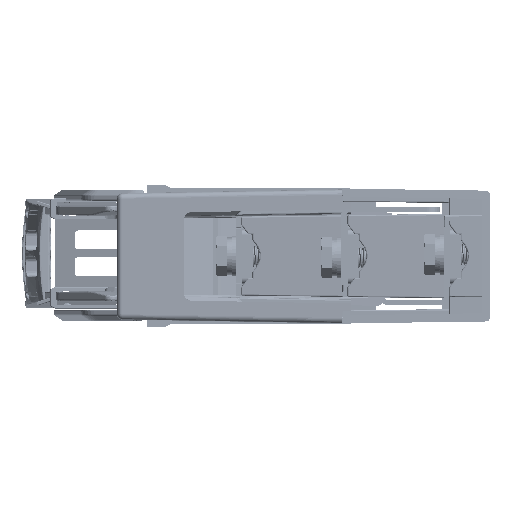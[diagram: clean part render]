
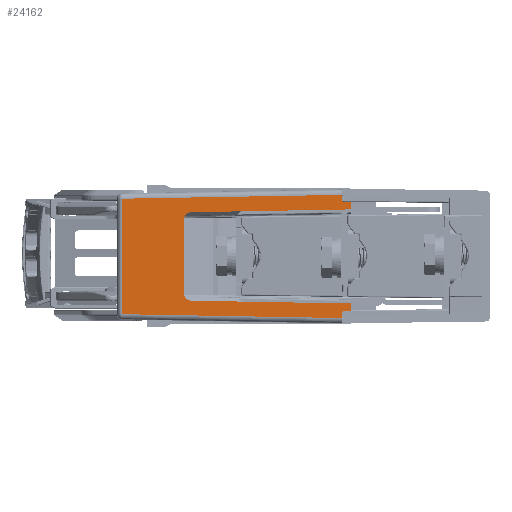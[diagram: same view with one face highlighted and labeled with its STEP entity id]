
A CAD part, left-side view. The second image highlights one B-rep face of the part: STEP entity #24162.
In plain terms, the highlighted planar face has unit normal (-1, 0.018, 0).
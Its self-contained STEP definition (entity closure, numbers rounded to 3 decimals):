
#2890=ELLIPSE('',#222485,3.,3.);
#2893=ELLIPSE('',#222492,0.3,0.3);
#2904=ELLIPSE('',#222526,0.3,0.3);
#2905=ELLIPSE('',#222527,3.,3.);
#9986=FACE_OUTER_BOUND('',#50848,.T.);
#24162=ADVANCED_FACE('',(#9986),#36175,.T.);
#36175=PLANE('',#222528);
#50848=EDGE_LOOP('',(#65823,#65824,#65825,#65826,#65827,#65828,#65829,#65830,
#65831,#65832,#65833,#65834,#65835,#65836,#65837,#65838));
#65823=ORIENTED_EDGE('',*,*,#149949,.T.);
#65824=ORIENTED_EDGE('',*,*,#149950,.T.);
#65825=ORIENTED_EDGE('',*,*,#149951,.F.);
#65826=ORIENTED_EDGE('',*,*,#149952,.T.);
#65827=ORIENTED_EDGE('',*,*,#149953,.F.);
#65828=ORIENTED_EDGE('',*,*,#149954,.F.);
#65829=ORIENTED_EDGE('',*,*,#149955,.T.);
#65830=ORIENTED_EDGE('',*,*,#149956,.T.);
#65831=ORIENTED_EDGE('',*,*,#149957,.F.);
#65832=ORIENTED_EDGE('',*,*,#149861,.T.);
#65833=ORIENTED_EDGE('',*,*,#149864,.T.);
#65834=ORIENTED_EDGE('',*,*,#149868,.F.);
#65835=ORIENTED_EDGE('',*,*,#149869,.F.);
#65836=ORIENTED_EDGE('',*,*,#149874,.T.);
#65837=ORIENTED_EDGE('',*,*,#149875,.F.);
#65838=ORIENTED_EDGE('',*,*,#149857,.T.);
#128977=VERTEX_POINT('',#307921);
#128978=VERTEX_POINT('',#307923);
#128979=VERTEX_POINT('',#307927);
#128982=VERTEX_POINT('',#307937);
#128984=VERTEX_POINT('',#307943);
#128987=VERTEX_POINT('',#307951);
#128988=VERTEX_POINT('',#307955);
#128991=VERTEX_POINT('',#307963);
#129047=VERTEX_POINT('',#308158);
#129048=VERTEX_POINT('',#308162);
#129049=VERTEX_POINT('',#308164);
#129050=VERTEX_POINT('',#308166);
#129051=VERTEX_POINT('',#308168);
#129052=VERTEX_POINT('',#308170);
#129053=VERTEX_POINT('',#308172);
#129054=VERTEX_POINT('',#308174);
#149857=EDGE_CURVE('',#128977,#128978,#181737,.T.);
#149861=EDGE_CURVE('',#128979,#128982,#2890,.T.);
#149864=EDGE_CURVE('',#128982,#128984,#181742,.T.);
#149868=EDGE_CURVE('',#128987,#128984,#181745,.T.);
#149869=EDGE_CURVE('',#128988,#128987,#181746,.T.);
#149874=EDGE_CURVE('',#128988,#128991,#2893,.T.);
#149875=EDGE_CURVE('',#128977,#128991,#181750,.T.);
#149949=EDGE_CURVE('',#128978,#129047,#181808,.T.);
#149950=EDGE_CURVE('',#129047,#129048,#181809,.T.);
#149951=EDGE_CURVE('',#129049,#129048,#181810,.T.);
#149952=EDGE_CURVE('',#129049,#129050,#2904,.T.);
#149953=EDGE_CURVE('',#129051,#129050,#181811,.T.);
#149954=EDGE_CURVE('',#129052,#129051,#181812,.T.);
#149955=EDGE_CURVE('',#129052,#129053,#181813,.T.);
#149956=EDGE_CURVE('',#129053,#129054,#2905,.T.);
#149957=EDGE_CURVE('',#128979,#129054,#181814,.T.);
#181737=LINE('',#307924,#201984);
#181742=LINE('',#307944,#201989);
#181745=LINE('',#307952,#201992);
#181746=LINE('',#307954,#201993);
#181750=LINE('',#307966,#201997);
#181808=LINE('',#308159,#202055);
#181809=LINE('',#308161,#202056);
#181810=LINE('',#308163,#202057);
#181811=LINE('',#308167,#202058);
#181812=LINE('',#308169,#202059);
#181813=LINE('',#308171,#202060);
#181814=LINE('',#308175,#202061);
#201984=VECTOR('',#244901,1.);
#201989=VECTOR('',#244912,1.);
#201992=VECTOR('',#244919,1.);
#201993=VECTOR('',#244922,1.);
#201997=VECTOR('',#244934,1.);
#202055=VECTOR('',#245054,1.);
#202056=VECTOR('',#245057,1.);
#202057=VECTOR('',#245058,1.);
#202058=VECTOR('',#245061,1.);
#202059=VECTOR('',#245062,1.);
#202060=VECTOR('',#245063,1.);
#202061=VECTOR('',#245066,1.);
#222485=AXIS2_PLACEMENT_3D('',#307938,#244906,#244907);
#222492=AXIS2_PLACEMENT_3D('',#307964,#244930,#244931);
#222526=AXIS2_PLACEMENT_3D('',#308165,#245059,#245060);
#222527=AXIS2_PLACEMENT_3D('',#308173,#245064,#245065);
#222528=AXIS2_PLACEMENT_3D('',#308176,#245067,#245068);
#244901=DIRECTION('',(0.017,1.,-0.017));
#244906=DIRECTION('',(1.,-0.017,0.));
#244907=DIRECTION('',(-0.017,-1.,0.));
#244912=DIRECTION('',(-0.017,-1.,0.017));
#244919=DIRECTION('',(0.,0.,-1.));
#244922=DIRECTION('',(-0.017,-1.,0.));
#244930=DIRECTION('',(1.,-0.017,0.));
#244931=DIRECTION('',(-0.017,-1.,0.));
#244934=DIRECTION('',(0.,0.,-1.));
#245054=DIRECTION('',(0.,0.,-1.));
#245057=DIRECTION('',(-0.017,-1.,-0.017));
#245058=DIRECTION('',(0.,0.,-1.));
#245059=DIRECTION('',(1.,-0.017,0.));
#245060=DIRECTION('',(-0.017,-1.,0.));
#245061=DIRECTION('',(0.017,1.,0.));
#245062=DIRECTION('',(0.,0.,-1.));
#245063=DIRECTION('',(0.017,1.,0.017));
#245064=DIRECTION('',(1.,-0.017,0.));
#245065=DIRECTION('',(-0.017,-1.,0.));
#245066=DIRECTION('',(0.,0.,-1.));
#245067=DIRECTION('',(-1.,0.017,0.));
#245068=DIRECTION('',(0.,0.,1.));
#307921=CARTESIAN_POINT('',(-276.147,-31.193,44.838));
#307923=CARTESIAN_POINT('',(-274.734,49.742,43.425));
#307924=CARTESIAN_POINT('',(-276.194,-33.902,44.885));
#307927=CARTESIAN_POINT('',(-275.128,27.207,35.47));
#307937=CARTESIAN_POINT('',(-275.179,24.26,38.47));
#307938=CARTESIAN_POINT('',(-275.18,24.207,35.47));
#307943=CARTESIAN_POINT('',(-276.201,-34.293,39.492));
#307944=CARTESIAN_POINT('',(-276.196,-33.996,39.487));
#307951=CARTESIAN_POINT('',(-276.201,-34.293,42.292));
#307952=CARTESIAN_POINT('',(-276.201,-34.293,22.192));
#307954=CARTESIAN_POINT('',(-276.147,-31.199,42.292));
#307955=CARTESIAN_POINT('',(-276.152,-31.493,42.292));
#307963=CARTESIAN_POINT('',(-276.147,-31.193,42.592));
#307964=CARTESIAN_POINT('',(-276.152,-31.493,42.592));
#307966=CARTESIAN_POINT('',(-276.147,-31.193,22.192));
#308158=CARTESIAN_POINT('',(-274.734,49.742,0.958));
#308159=CARTESIAN_POINT('',(-274.734,49.742,-1.007));
#308161=CARTESIAN_POINT('',(-276.194,-33.902,-0.502));
#308162=CARTESIAN_POINT('',(-276.147,-31.193,-0.454));
#308163=CARTESIAN_POINT('',(-276.147,-31.193,22.192));
#308164=CARTESIAN_POINT('',(-276.147,-31.193,1.792));
#308165=CARTESIAN_POINT('',(-276.152,-31.493,1.792));
#308166=CARTESIAN_POINT('',(-276.152,-31.493,2.092));
#308167=CARTESIAN_POINT('',(-276.201,-34.298,2.092));
#308168=CARTESIAN_POINT('',(-276.201,-34.293,2.092));
#308169=CARTESIAN_POINT('',(-276.201,-34.293,22.192));
#308170=CARTESIAN_POINT('',(-276.201,-34.293,4.892));
#308171=CARTESIAN_POINT('',(-276.2,-34.263,4.892));
#308172=CARTESIAN_POINT('',(-275.179,24.26,5.914));
#308173=CARTESIAN_POINT('',(-275.18,24.207,8.913));
#308174=CARTESIAN_POINT('',(-275.127,27.207,8.913));
#308175=CARTESIAN_POINT('',(-275.128,27.207,39.492));
#308176=CARTESIAN_POINT('',(-276.201,-34.298,22.192));
